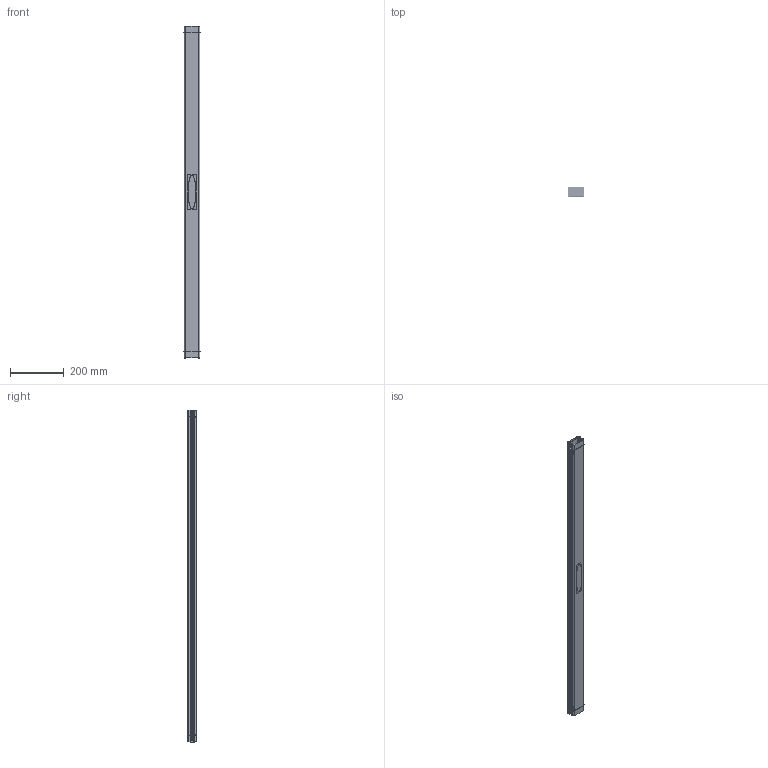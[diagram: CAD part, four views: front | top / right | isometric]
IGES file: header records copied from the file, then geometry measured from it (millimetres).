
Start section:  PTC IGES file: 142120_sm01.igs
Global section: file name: 142120_sm01.igs; native system: Creo Parametric by PTC Inc.; preprocessor: 2019292; author: PDMAdmin; organization: Unknown; date: 20221102.135609; units: millimetre
Bounding box: 59.7 x 32.75 x 1237.1 mm (x, y, z)
Volume: 1938960.2 mm3; surface area: 1443506.8 mm2
Topology: 1 solids, 1 shells, 3352 faces, 20666 edges, 26319 vertices
Faces by surface type: bspline 1770, revolution 1582
